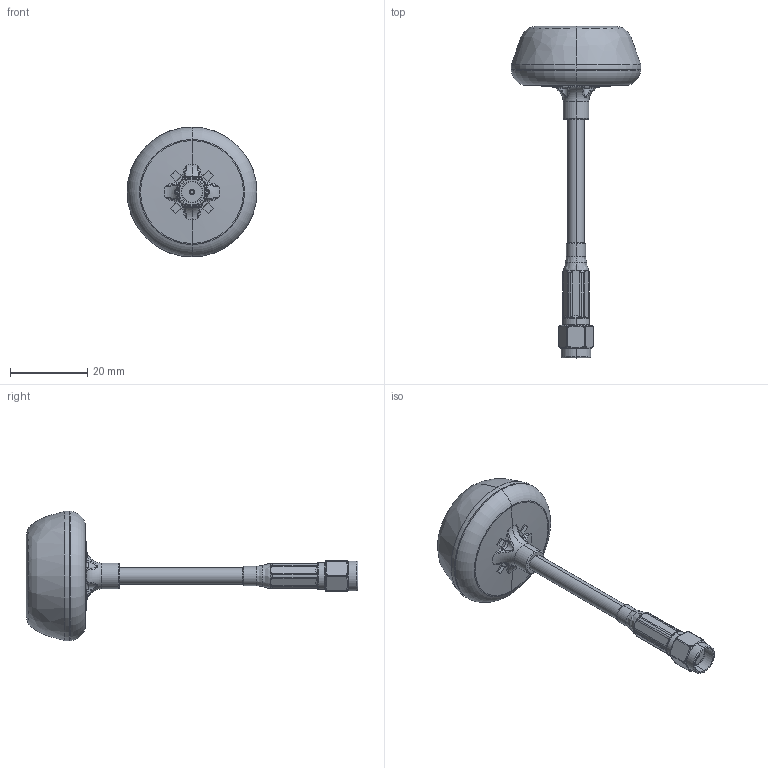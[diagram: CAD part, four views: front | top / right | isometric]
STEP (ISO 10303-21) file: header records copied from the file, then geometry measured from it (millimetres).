
FILE_DESCRIPTION (( 'STEP AP214' ), '1' );
FILE_NAME ('rhcp lp a1.STEP', '2021-04-30T10:55:45', ( 'user' ), ( '' ), 'SwSTEP 2.0', 'SolidWorks 2004231', '' );
FILE_SCHEMA (( 'AUTOMOTIVE_DESIGN' ));
Length unit declared in the file: millimetre
Products named in the file (1): rhcp lp a1
Bounding box: 33.74 x 86.17 x 33.74 mm (x, y, z)
Volume: 13285.6 mm3; surface area: 4467.7 mm2
Topology: 1 solids, 1 shells, 265 faces, 620 edges, 328 vertices
Faces by surface type: bspline 104, plane 53, cylinder 52, torus 42, sphere 12, cone 2
Entity records: 34077 total; most frequent: CARTESIAN_POINT 26900, ORIENTED_EDGE 1152, DIRECTION 950, EDGE_CURVE 576, AXIS2_PLACEMENT_3D 424, VERTEX_POINT 328, EDGE_LOOP 280, FACE_OUTER_BOUND 265
